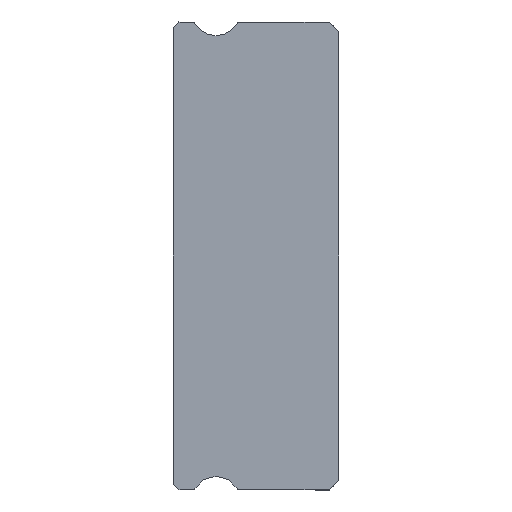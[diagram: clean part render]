
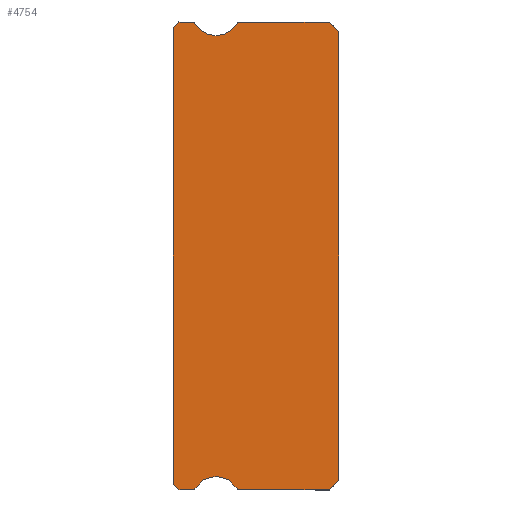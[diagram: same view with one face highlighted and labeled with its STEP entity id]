
A CAD part, left-side view. The second image highlights one B-rep face of the part: STEP entity #4754.
In plain terms, the highlighted planar face has unit normal (-1, 0, 0).
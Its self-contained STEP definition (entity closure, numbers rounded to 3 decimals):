
#1 = DIRECTION ( 'NONE',  ( 1., 0., 0. ) ) ;
#148 = CARTESIAN_POINT ( 'NONE',  ( -15., 5.217, 11.925 ) ) ;
#429 = DIRECTION ( 'NONE',  ( -1., 0., 0. ) ) ;
#457 = ORIENTED_EDGE ( 'NONE', *, *, #3057, .F. ) ;
#460 = DIRECTION ( 'NONE',  ( 0., 0., -1. ) ) ;
#473 = LINE ( 'NONE', #5302, #4912 ) ;
#508 = VERTEX_POINT ( 'NONE', #2965 ) ;
#600 = LINE ( 'NONE', #4842, #7784 ) ;
#675 = CARTESIAN_POINT ( 'NONE',  ( -15., 7.383, 11.925 ) ) ;
#681 = DIRECTION ( 'NONE',  ( 0., 1., 0. ) ) ;
#696 = CARTESIAN_POINT ( 'NONE',  ( -15., 7.383, -11.925 ) ) ;
#818 = DIRECTION ( 'NONE',  ( 1., 0., 0. ) ) ;
#856 = CARTESIAN_POINT ( 'NONE',  ( -15., 6.3, 11.3 ) ) ;
#885 = ORIENTED_EDGE ( 'NONE', *, *, #1194, .F. ) ;
#980 = VERTEX_POINT ( 'NONE', #5290 ) ;
#1026 = DIRECTION ( 'NONE',  ( 0., 1., 0. ) ) ;
#1084 = EDGE_CURVE ( 'NONE', #2802, #7981, #600, .T. ) ;
#1110 = VERTEX_POINT ( 'NONE', #6150 ) ;
#1148 = DIRECTION ( 'NONE',  ( 0., 0., 1. ) ) ;
#1194 = EDGE_CURVE ( 'NONE', #1244, #4244, #6309, .T. ) ;
#1244 = VERTEX_POINT ( 'NONE', #2870 ) ;
#1300 = CARTESIAN_POINT ( 'NONE',  ( -15., 8.5, 11.7 ) ) ;
#1315 = DIRECTION ( 'NONE',  ( 0., 0.707, -0.707 ) ) ;
#1322 = LINE ( 'NONE', #3419, #1519 ) ;
#1326 = LINE ( 'NONE', #5507, #8879 ) ;
#1391 = CARTESIAN_POINT ( 'NONE',  ( -15., 7.512, 11.85 ) ) ;
#1429 = ORIENTED_EDGE ( 'NONE', *, *, #7610, .F. ) ;
#1433 = ORIENTED_EDGE ( 'NONE', *, *, #5652, .F. ) ;
#1460 = DIRECTION ( 'NONE',  ( 0., 0., -1. ) ) ;
#1462 = DIRECTION ( 'NONE',  ( 0., 0., -1. ) ) ;
#1471 = LINE ( 'NONE', #2934, #7736 ) ;
#1504 = EDGE_CURVE ( 'NONE', #8997, #4474, #8229, .T. ) ;
#1519 = VECTOR ( 'NONE', #681, 1000. ) ;
#1560 = ORIENTED_EDGE ( 'NONE', *, *, #5454, .T. ) ;
#1615 = EDGE_CURVE ( 'NONE', #980, #6102, #5165, .T. ) ;
#1703 = VECTOR ( 'NONE', #1026, 1000. ) ;
#1883 = CARTESIAN_POINT ( 'NONE',  ( -15., 8.2, 12. ) ) ;
#2148 = VECTOR ( 'NONE', #2729, 1000. ) ;
#2196 = CIRCLE ( 'NONE', #7030, 1.25 ) ;
#2369 = CARTESIAN_POINT ( 'NONE',  ( -15., 8.5, -11.7 ) ) ;
#2378 = ORIENTED_EDGE ( 'NONE', *, *, #8495, .F. ) ;
#2508 = ORIENTED_EDGE ( 'NONE', *, *, #7065, .F. ) ;
#2509 = AXIS2_PLACEMENT_3D ( 'NONE', #4968, #818, #1462 ) ;
#2596 = AXIS2_PLACEMENT_3D ( 'NONE', #6738, #7472, #8846 ) ;
#2655 = VECTOR ( 'NONE', #6416, 1000. ) ;
#2674 = DIRECTION ( 'NONE',  ( 1., 0., 0. ) ) ;
#2729 = DIRECTION ( 'NONE',  ( 0., 0., 1. ) ) ;
#2801 = AXIS2_PLACEMENT_3D ( 'NONE', #8744, #429, #5261 ) ;
#2802 = VERTEX_POINT ( 'NONE', #1883 ) ;
#2811 = EDGE_CURVE ( 'NONE', #1244, #508, #4733, .T. ) ;
#2870 = CARTESIAN_POINT ( 'NONE',  ( -15., 0., -11.5 ) ) ;
#2934 = CARTESIAN_POINT ( 'NONE',  ( -15., 8.2, -12. ) ) ;
#2950 = CARTESIAN_POINT ( 'NONE',  ( -15., 5.217, -11.925 ) ) ;
#2965 = CARTESIAN_POINT ( 'NONE',  ( -15., 0., 11.5 ) ) ;
#2984 = DIRECTION ( 'NONE',  ( 0., -0.707, -0.707 ) ) ;
#3057 = EDGE_CURVE ( 'NONE', #4244, #4988, #1322, .T. ) ;
#3059 = ORIENTED_EDGE ( 'NONE', *, *, #3728, .F. ) ;
#3419 = CARTESIAN_POINT ( 'NONE',  ( -15., 7.512, -12. ) ) ;
#3553 = LINE ( 'NONE', #4296, #2148 ) ;
#3626 = VERTEX_POINT ( 'NONE', #7785 ) ;
#3728 = EDGE_CURVE ( 'NONE', #1110, #4597, #473, .T. ) ;
#3772 = CARTESIAN_POINT ( 'NONE',  ( -15., 5.088, -12. ) ) ;
#3834 = ORIENTED_EDGE ( 'NONE', *, *, #1084, .T. ) ;
#3980 = CARTESIAN_POINT ( 'NONE',  ( -15., 0.5, 12. ) ) ;
#4045 = DIRECTION ( 'NONE',  ( 0., 0.707, -0.707 ) ) ;
#4105 = DIRECTION ( 'NONE',  ( 0., 0., -1. ) ) ;
#4180 = EDGE_LOOP ( 'NONE', ( #5910, #8905, #1560, #2508, #1429, #1433, #457, #885, #4895, #2378, #3059, #9007, #5265, #5965, #7548, #5242, #3834 ) ) ;
#4196 = AXIS2_PLACEMENT_3D ( 'NONE', #6234, #6321, #1460 ) ;
#4217 = AXIS2_PLACEMENT_3D ( 'NONE', #1391, #2674, #7553 ) ;
#4244 = VERTEX_POINT ( 'NONE', #7958 ) ;
#4296 = CARTESIAN_POINT ( 'NONE',  ( -15., 8.5, 11.85 ) ) ;
#4474 = VERTEX_POINT ( 'NONE', #148 ) ;
#4481 = CARTESIAN_POINT ( 'NONE',  ( -15., 8.2, 12. ) ) ;
#4487 = EDGE_CURVE ( 'NONE', #7216, #5818, #1471, .T. ) ;
#4557 = EDGE_CURVE ( 'NONE', #6102, #8997, #6566, .T. ) ;
#4597 = VERTEX_POINT ( 'NONE', #3980 ) ;
#4652 = CARTESIAN_POINT ( 'NONE',  ( -15., 7.512, 11.85 ) ) ;
#4695 = DIRECTION ( 'NONE',  ( 1., 0., 0. ) ) ;
#4733 = LINE ( 'NONE', #8760, #5046 ) ;
#4754 = ADVANCED_FACE ( 'NONE', ( #5439 ), #4760, .F. ) ;
#4760 = PLANE ( 'NONE',  #4217 ) ;
#4842 = CARTESIAN_POINT ( 'NONE',  ( -15., 8.5, 11.7 ) ) ;
#4895 = ORIENTED_EDGE ( 'NONE', *, *, #2811, .T. ) ;
#4912 = VECTOR ( 'NONE', #8875, 1000. ) ;
#4924 = LINE ( 'NONE', #6324, #2655 ) ;
#4954 = EDGE_CURVE ( 'NONE', #980, #2802, #6535, .T. ) ;
#4955 = CARTESIAN_POINT ( 'NONE',  ( -15., 0., -11.5 ) ) ;
#4968 = CARTESIAN_POINT ( 'NONE',  ( -15., 5.088, 11.85 ) ) ;
#4988 = VERTEX_POINT ( 'NONE', #3772 ) ;
#5046 = VECTOR ( 'NONE', #1148, 1000. ) ;
#5165 = CIRCLE ( 'NONE', #6319, 0.15 ) ;
#5242 = ORIENTED_EDGE ( 'NONE', *, *, #4954, .T. ) ;
#5261 = DIRECTION ( 'NONE',  ( 0., 0., -1. ) ) ;
#5265 = ORIENTED_EDGE ( 'NONE', *, *, #1504, .F. ) ;
#5290 = CARTESIAN_POINT ( 'NONE',  ( -15., 7.512, 12. ) ) ;
#5302 = CARTESIAN_POINT ( 'NONE',  ( -15., 7.512, 12. ) ) ;
#5348 = VERTEX_POINT ( 'NONE', #696 ) ;
#5439 = FACE_OUTER_BOUND ( 'NONE', #4180, .T. ) ;
#5454 = EDGE_CURVE ( 'NONE', #5818, #3626, #1326, .T. ) ;
#5507 = CARTESIAN_POINT ( 'NONE',  ( -15., 7.512, -12. ) ) ;
#5529 = DIRECTION ( 'NONE',  ( -1., 0., 0. ) ) ;
#5652 = EDGE_CURVE ( 'NONE', #4988, #7769, #8743, .T. ) ;
#5676 = CARTESIAN_POINT ( 'NONE',  ( -15., 7.512, -11.85 ) ) ;
#5720 = DIRECTION ( 'NONE',  ( 0., 0., -1. ) ) ;
#5818 = VERTEX_POINT ( 'NONE', #7428 ) ;
#5910 = ORIENTED_EDGE ( 'NONE', *, *, #6010, .F. ) ;
#5965 = ORIENTED_EDGE ( 'NONE', *, *, #4557, .F. ) ;
#6010 = EDGE_CURVE ( 'NONE', #7216, #7981, #3553, .T. ) ;
#6102 = VERTEX_POINT ( 'NONE', #675 ) ;
#6131 = CIRCLE ( 'NONE', #7316, 0.15 ) ;
#6150 = CARTESIAN_POINT ( 'NONE',  ( -15., 5.088, 12. ) ) ;
#6175 = CIRCLE ( 'NONE', #2509, 0.15 ) ;
#6234 = CARTESIAN_POINT ( 'NONE',  ( -15., 5.088, -11.85 ) ) ;
#6309 = LINE ( 'NONE', #4955, #8950 ) ;
#6319 = AXIS2_PLACEMENT_3D ( 'NONE', #4652, #4695, #460 ) ;
#6321 = DIRECTION ( 'NONE',  ( 1., 0., 0. ) ) ;
#6324 = CARTESIAN_POINT ( 'NONE',  ( -15., 0.5, 12. ) ) ;
#6416 = DIRECTION ( 'NONE',  ( 0., -0.707, -0.707 ) ) ;
#6535 = LINE ( 'NONE', #4481, #1703 ) ;
#6566 = CIRCLE ( 'NONE', #2596, 1.25 ) ;
#6738 = CARTESIAN_POINT ( 'NONE',  ( -15., 6.3, 12.55 ) ) ;
#7030 = AXIS2_PLACEMENT_3D ( 'NONE', #8967, #5529, #4105 ) ;
#7065 = EDGE_CURVE ( 'NONE', #5348, #3626, #6131, .T. ) ;
#7216 = VERTEX_POINT ( 'NONE', #2369 ) ;
#7316 = AXIS2_PLACEMENT_3D ( 'NONE', #5676, #1, #5720 ) ;
#7428 = CARTESIAN_POINT ( 'NONE',  ( -15., 8.2, -12. ) ) ;
#7472 = DIRECTION ( 'NONE',  ( -1., 0., 0. ) ) ;
#7548 = ORIENTED_EDGE ( 'NONE', *, *, #1615, .F. ) ;
#7553 = DIRECTION ( 'NONE',  ( 0., 0., -1. ) ) ;
#7610 = EDGE_CURVE ( 'NONE', #7769, #5348, #2196, .T. ) ;
#7618 = DIRECTION ( 'NONE',  ( 0., -1., 0. ) ) ;
#7736 = VECTOR ( 'NONE', #2984, 1000. ) ;
#7769 = VERTEX_POINT ( 'NONE', #2950 ) ;
#7784 = VECTOR ( 'NONE', #4045, 1000. ) ;
#7785 = CARTESIAN_POINT ( 'NONE',  ( -15., 7.512, -12. ) ) ;
#7958 = CARTESIAN_POINT ( 'NONE',  ( -15., 0.5, -12. ) ) ;
#7981 = VERTEX_POINT ( 'NONE', #1300 ) ;
#8229 = CIRCLE ( 'NONE', #2801, 1.25 ) ;
#8495 = EDGE_CURVE ( 'NONE', #4597, #508, #4924, .T. ) ;
#8497 = EDGE_CURVE ( 'NONE', #4474, #1110, #6175, .T. ) ;
#8743 = CIRCLE ( 'NONE', #4196, 0.15 ) ;
#8744 = CARTESIAN_POINT ( 'NONE',  ( -15., 6.3, 12.55 ) ) ;
#8760 = CARTESIAN_POINT ( 'NONE',  ( -15., 0., 11.5 ) ) ;
#8846 = DIRECTION ( 'NONE',  ( 0., 0., -1. ) ) ;
#8875 = DIRECTION ( 'NONE',  ( 0., -1., 0. ) ) ;
#8879 = VECTOR ( 'NONE', #7618, 1000. ) ;
#8905 = ORIENTED_EDGE ( 'NONE', *, *, #4487, .T. ) ;
#8950 = VECTOR ( 'NONE', #1315, 1000. ) ;
#8967 = CARTESIAN_POINT ( 'NONE',  ( -15., 6.3, -12.55 ) ) ;
#8997 = VERTEX_POINT ( 'NONE', #856 ) ;
#9007 = ORIENTED_EDGE ( 'NONE', *, *, #8497, .F. ) ;
